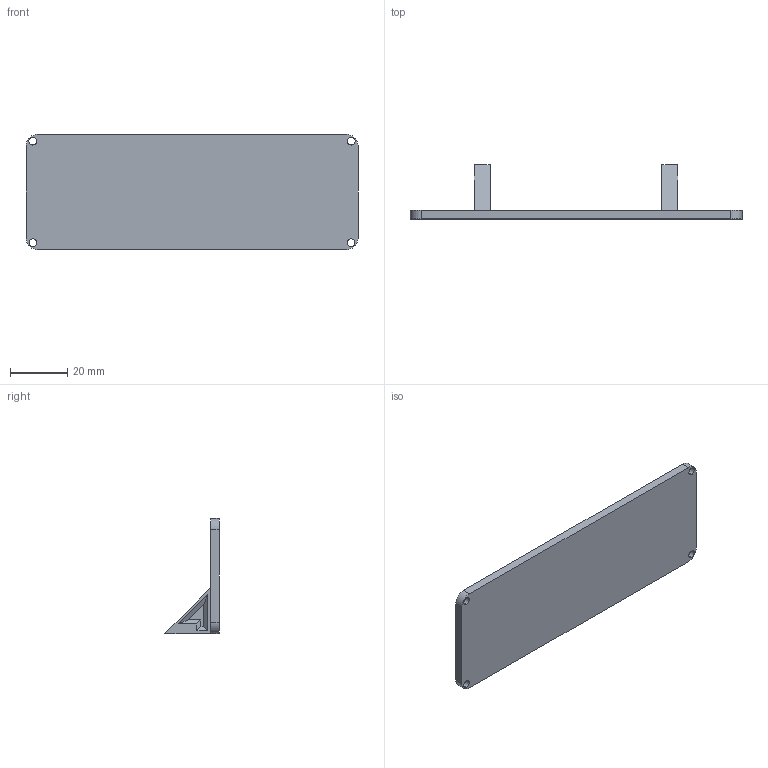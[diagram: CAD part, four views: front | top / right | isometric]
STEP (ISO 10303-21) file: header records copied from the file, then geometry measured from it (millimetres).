
FILE_DESCRIPTION (( 'STEP AP214' ), '1' );
FILE_NAME ('usb hub 4pos lid.STEP', '2019-04-06T16:43:54', ( '' ), ( '' ), 'SwSTEP 2.0', 'SolidWorks 2016', '' );
FILE_SCHEMA (( 'AUTOMOTIVE_DESIGN' ));
Length unit declared in the file: millimetre
Products named in the file (1): usb hub 4pos lid
Bounding box: 116 x 19 x 40.25 mm (x, y, z)
Volume: 10680.7 mm3; surface area: 11397.4 mm2
Topology: 1 solids, 1 shells, 71 faces, 186 edges, 124 vertices
Faces by surface type: plane 51, cylinder 12, cone 8
Entity records: 2238 total; most frequent: CARTESIAN_POINT 406, ORIENTED_EDGE 372, DIRECTION 362, EDGE_CURVE 186, LINE 138, VECTOR 138, VERTEX_POINT 124, AXIS2_PLACEMENT_3D 112
